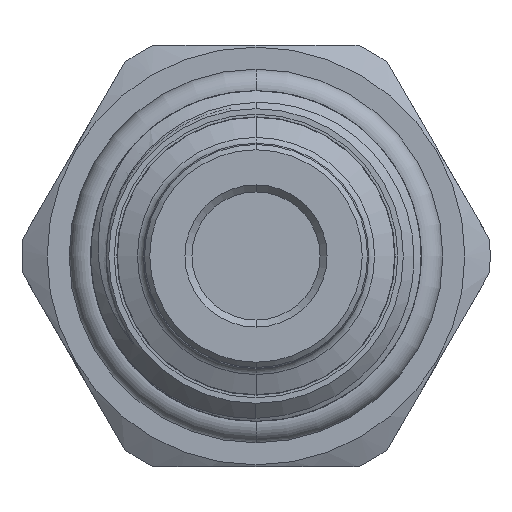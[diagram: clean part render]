
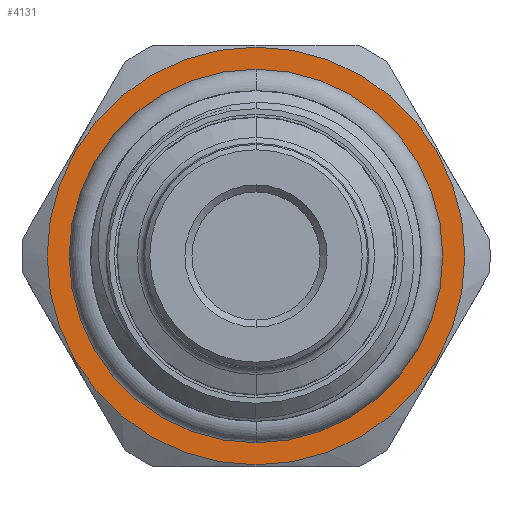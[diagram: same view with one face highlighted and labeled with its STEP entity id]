
A CAD part, left-side view. The second image highlights one B-rep face of the part: STEP entity #4131.
In plain terms, the highlighted planar face has unit normal (-1, 0, 0).
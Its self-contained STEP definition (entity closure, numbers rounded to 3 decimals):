
#769 = EDGE_CURVE ( 'NONE', #16314, #16486, #12236, .T. ) ;
#885 = DIRECTION ( 'NONE',  ( -1., 0., 0. ) ) ;
#901 = CIRCLE ( 'NONE', #3340, 9.396 ) ;
#1438 = CARTESIAN_POINT ( 'NONE',  ( -3.369, 0., -9.396 ) ) ;
#1907 = ORIENTED_EDGE ( 'NONE', *, *, #769, .T. ) ;
#3340 = AXIS2_PLACEMENT_3D ( 'NONE', #12422, #3864, #6877 ) ;
#3804 = CARTESIAN_POINT ( 'NONE',  ( -3.369, 0., 0. ) ) ;
#3856 = AXIS2_PLACEMENT_3D ( 'NONE', #18558, #9969, #4059 ) ;
#3864 = DIRECTION ( 'NONE',  ( 1., 0., 0. ) ) ;
#3996 = PLANE ( 'NONE',  #3856 ) ;
#4059 = DIRECTION ( 'NONE',  ( 0., 0., -1. ) ) ;
#4131 = ADVANCED_FACE ( 'NONE', ( #5434, #10151 ), #3996, .T. ) ;
#5071 = DIRECTION ( 'NONE',  ( 0., 0., -1. ) ) ;
#5414 = AXIS2_PLACEMENT_3D ( 'NONE', #3804, #885, #5071 ) ;
#5434 = FACE_BOUND ( 'NONE', #8566, .T. ) ;
#5766 = DIRECTION ( 'NONE',  ( 0., -1., 0. ) ) ;
#6244 = CARTESIAN_POINT ( 'NONE',  ( -3.369, 0., 11.9 ) ) ;
#6641 = DIRECTION ( 'NONE',  ( -1., 0., 0. ) ) ;
#6877 = DIRECTION ( 'NONE',  ( 0., -1., 0. ) ) ;
#7741 = EDGE_CURVE ( 'NONE', #16486, #16314, #18601, .T. ) ;
#8010 = CARTESIAN_POINT ( 'NONE',  ( -3.369, 0., 0. ) ) ;
#8074 = DIRECTION ( 'NONE',  ( 0., 0., -1. ) ) ;
#8566 = EDGE_LOOP ( 'NONE', ( #10033, #17891 ) ) ;
#9232 = EDGE_CURVE ( 'NONE', #11116, #11255, #13461, .T. ) ;
#9541 = CARTESIAN_POINT ( 'NONE',  ( -3.369, 0., -11.9 ) ) ;
#9969 = DIRECTION ( 'NONE',  ( -1., 0., 0. ) ) ;
#10033 = ORIENTED_EDGE ( 'NONE', *, *, #9232, .T. ) ;
#10151 = FACE_OUTER_BOUND ( 'NONE', #12330, .T. ) ;
#11059 = AXIS2_PLACEMENT_3D ( 'NONE', #18621, #17376, #5766 ) ;
#11116 = VERTEX_POINT ( 'NONE', #18425 ) ;
#11243 = AXIS2_PLACEMENT_3D ( 'NONE', #8010, #6641, #8074 ) ;
#11255 = VERTEX_POINT ( 'NONE', #1438 ) ;
#12236 = CIRCLE ( 'NONE', #5414, 11.9 ) ;
#12330 = EDGE_LOOP ( 'NONE', ( #16274, #1907 ) ) ;
#12422 = CARTESIAN_POINT ( 'NONE',  ( -3.369, 0., 0. ) ) ;
#13461 = CIRCLE ( 'NONE', #11059, 9.396 ) ;
#15641 = EDGE_CURVE ( 'NONE', #11255, #11116, #901, .T. ) ;
#16274 = ORIENTED_EDGE ( 'NONE', *, *, #7741, .T. ) ;
#16314 = VERTEX_POINT ( 'NONE', #6244 ) ;
#16486 = VERTEX_POINT ( 'NONE', #9541 ) ;
#17376 = DIRECTION ( 'NONE',  ( 1., 0., 0. ) ) ;
#17891 = ORIENTED_EDGE ( 'NONE', *, *, #15641, .T. ) ;
#18425 = CARTESIAN_POINT ( 'NONE',  ( -3.369, 0., 9.396 ) ) ;
#18558 = CARTESIAN_POINT ( 'NONE',  ( -3.369, -11.9, 0. ) ) ;
#18601 = CIRCLE ( 'NONE', #11243, 11.9 ) ;
#18621 = CARTESIAN_POINT ( 'NONE',  ( -3.369, 0., 0. ) ) ;
